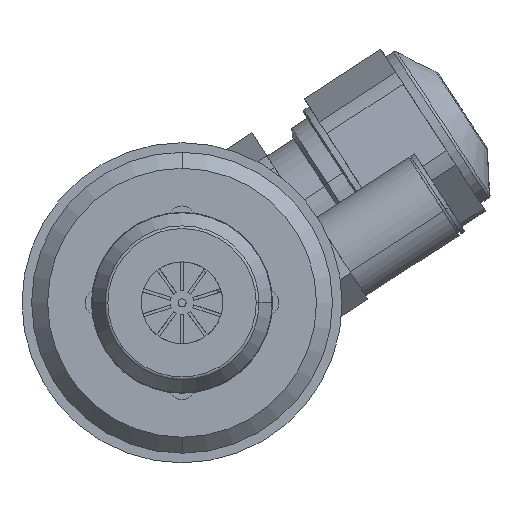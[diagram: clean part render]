
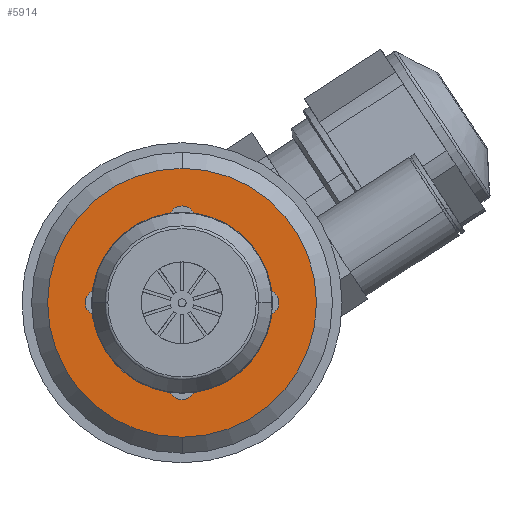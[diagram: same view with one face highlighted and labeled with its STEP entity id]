
A CAD part, left-side view. The second image highlights one B-rep face of the part: STEP entity #5914.
In plain terms, the highlighted planar face has unit normal (-1, 0, 0).
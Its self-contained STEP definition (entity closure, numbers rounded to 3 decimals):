
#260 = CARTESIAN_POINT ( 'NONE',  ( -66.1, 5.25, 0. ) ) ;
#266 = DIRECTION ( 'NONE',  ( -1., 0., 0. ) ) ;
#270 = AXIS2_PLACEMENT_3D ( 'NONE', #260, #266, #291 ) ;
#275 = CIRCLE ( 'NONE', #270, 0.8 ) ;
#291 = DIRECTION ( 'NONE',  ( 0., 0., 1. ) ) ;
#704 = CARTESIAN_POINT ( 'NONE',  ( -66.1, 5.25, 0.8 ) ) ;
#985 = CARTESIAN_POINT ( 'NONE',  ( -66.1, 0., 8.4 ) ) ;
#991 = CARTESIAN_POINT ( 'NONE',  ( -66.1, 0., -8.4 ) ) ;
#1002 = DIRECTION ( 'NONE',  ( -1., 0., 0. ) ) ;
#1009 = DIRECTION ( 'NONE',  ( 0., 0., 1. ) ) ;
#1026 = DIRECTION ( 'NONE',  ( -1., 0., 0. ) ) ;
#1035 = DIRECTION ( 'NONE',  ( 0., 0., -1. ) ) ;
#1042 = DIRECTION ( 'NONE',  ( 0., 0., -1. ) ) ;
#1047 = CARTESIAN_POINT ( 'NONE',  ( -66.1, 0., 0. ) ) ;
#1063 = DIRECTION ( 'NONE',  ( -1., 0., 0. ) ) ;
#1079 = AXIS2_PLACEMENT_3D ( 'NONE', #1047, #1063, #1035 ) ;
#1080 = CIRCLE ( 'NONE', #1079, 8.4 ) ;
#1107 = DIRECTION ( 'NONE',  ( 0., 0., 1. ) ) ;
#1114 = AXIS2_PLACEMENT_3D ( 'NONE', #1158, #1002, #1042 ) ;
#1136 = CIRCLE ( 'NONE', #1169, 0.8 ) ;
#1146 = CIRCLE ( 'NONE', #1114, 8.4 ) ;
#1158 = CARTESIAN_POINT ( 'NONE',  ( -66.1, 0., 0. ) ) ;
#1163 = CARTESIAN_POINT ( 'NONE',  ( -66.1, -5.25, 0. ) ) ;
#1168 = DIRECTION ( 'NONE',  ( -1., 0., 0. ) ) ;
#1169 = AXIS2_PLACEMENT_3D ( 'NONE', #1163, #1168, #1107 ) ;
#1219 = CIRCLE ( 'NONE', #1245, 0.8 ) ;
#1236 = CARTESIAN_POINT ( 'NONE',  ( -66.1, 0., 5.25 ) ) ;
#1245 = AXIS2_PLACEMENT_3D ( 'NONE', #1236, #1026, #1009 ) ;
#1252 = FACE_BOUND ( 'NONE', #5928, .T. ) ;
#1255 = FACE_BOUND ( 'NONE', #5988, .T. ) ;
#1256 = FACE_BOUND ( 'NONE', #5923, .T. ) ;
#1259 = FACE_BOUND ( 'NONE', #6055, .T. ) ;
#1263 = PLANE ( 'NONE',  #1290 ) ;
#1265 = DIRECTION ( 'NONE',  ( 0., 0., 1. ) ) ;
#1266 = DIRECTION ( 'NONE',  ( -1., 0., 0. ) ) ;
#1269 = CARTESIAN_POINT ( 'NONE',  ( -66.1, 9.4, 0. ) ) ;
#1274 = CIRCLE ( 'NONE', #1284, 3.4 ) ;
#1276 = DIRECTION ( 'NONE',  ( 1., 0., 0. ) ) ;
#1279 = FACE_OUTER_BOUND ( 'NONE', #5919, .T. ) ;
#1283 = CARTESIAN_POINT ( 'NONE',  ( -66.1, 0., 0. ) ) ;
#1284 = AXIS2_PLACEMENT_3D ( 'NONE', #1283, #1266, #1265 ) ;
#1286 = DIRECTION ( 'NONE',  ( 0., 0., -1. ) ) ;
#1289 = FACE_BOUND ( 'NONE', #5931, .T. ) ;
#1290 = AXIS2_PLACEMENT_3D ( 'NONE', #1269, #1276, #1286 ) ;
#1294 = CARTESIAN_POINT ( 'NONE',  ( -66.1, 0., 3.4 ) ) ;
#1353 = CARTESIAN_POINT ( 'NONE',  ( -66.1, 0., 4.45 ) ) ;
#1382 = DIRECTION ( 'NONE',  ( 0., 0., 1. ) ) ;
#1383 = DIRECTION ( 'NONE',  ( -1., 0., 0. ) ) ;
#1384 = AXIS2_PLACEMENT_3D ( 'NONE', #1421, #1383, #1382 ) ;
#1388 = CIRCLE ( 'NONE', #1424, 3.4 ) ;
#1390 = AXIS2_PLACEMENT_3D ( 'NONE', #1430, #1415, #1414 ) ;
#1393 = DIRECTION ( 'NONE',  ( 0., 0., 1. ) ) ;
#1394 = CIRCLE ( 'NONE', #1390, 0.8 ) ;
#1402 = CARTESIAN_POINT ( 'NONE',  ( -66.1, 0., -6.05 ) ) ;
#1404 = DIRECTION ( 'NONE',  ( -1., 0., 0. ) ) ;
#1405 = CARTESIAN_POINT ( 'NONE',  ( -66.1, 0., 5.25 ) ) ;
#1406 = AXIS2_PLACEMENT_3D ( 'NONE', #1405, #1404, #1393 ) ;
#1410 = CIRCLE ( 'NONE', #1406, 0.8 ) ;
#1412 = CIRCLE ( 'NONE', #1384, 0.8 ) ;
#1414 = DIRECTION ( 'NONE',  ( 0., 0., 1. ) ) ;
#1415 = DIRECTION ( 'NONE',  ( -1., 0., 0. ) ) ;
#1417 = CARTESIAN_POINT ( 'NONE',  ( -66.1, -5.25, 0.8 ) ) ;
#1419 = DIRECTION ( 'NONE',  ( -1., 0., 0. ) ) ;
#1421 = CARTESIAN_POINT ( 'NONE',  ( -66.1, -5.25, 0. ) ) ;
#1423 = DIRECTION ( 'NONE',  ( 0., 0., 1. ) ) ;
#1424 = AXIS2_PLACEMENT_3D ( 'NONE', #1436, #1419, #1423 ) ;
#1430 = CARTESIAN_POINT ( 'NONE',  ( -66.1, 5.25, 0. ) ) ;
#1436 = CARTESIAN_POINT ( 'NONE',  ( -66.1, 0., 0. ) ) ;
#1443 = CARTESIAN_POINT ( 'NONE',  ( -66.1, 0., -3.4 ) ) ;
#1467 = DIRECTION ( 'NONE',  ( 0., 0., 1. ) ) ;
#1468 = DIRECTION ( 'NONE',  ( -1., 0., 0. ) ) ;
#1469 = AXIS2_PLACEMENT_3D ( 'NONE', #1511, #1468, #1467 ) ;
#1485 = CARTESIAN_POINT ( 'NONE',  ( -66.1, 0., 6.05 ) ) ;
#1496 = CIRCLE ( 'NONE', #1469, 0.8 ) ;
#1507 = CARTESIAN_POINT ( 'NONE',  ( -66.1, 5.25, -0.8 ) ) ;
#1511 = CARTESIAN_POINT ( 'NONE',  ( -66.1, 0., -5.25 ) ) ;
#1525 = CARTESIAN_POINT ( 'NONE',  ( -66.1, -5.25, -0.8 ) ) ;
#1533 = CARTESIAN_POINT ( 'NONE',  ( -66.1, 0., -5.25 ) ) ;
#1540 = AXIS2_PLACEMENT_3D ( 'NONE', #1533, #1614, #1613 ) ;
#1606 = CIRCLE ( 'NONE', #1540, 0.8 ) ;
#1609 = CARTESIAN_POINT ( 'NONE',  ( -66.1, 0., -4.45 ) ) ;
#1613 = DIRECTION ( 'NONE',  ( 0., 0., 1. ) ) ;
#1614 = DIRECTION ( 'NONE',  ( -1., 0., 0. ) ) ;
#5364 = EDGE_CURVE ( 'NONE', #6050, #5614, #275, .T. ) ;
#5614 = VERTEX_POINT ( 'NONE', #704 ) ;
#5771 = VERTEX_POINT ( 'NONE', #985 ) ;
#5772 = VERTEX_POINT ( 'NONE', #991 ) ;
#5796 = EDGE_CURVE ( 'NONE', #5771, #5772, #1080, .T. ) ;
#5824 = EDGE_CURVE ( 'NONE', #6062, #5985, #1136, .T. ) ;
#5912 = EDGE_CURVE ( 'NONE', #6051, #5945, #1219, .T. ) ;
#5914 = ADVANCED_FACE ( 'NONE', ( #1255, #1252, #1259, #1289, #1256, #1279 ), #1263, .F. ) ;
#5916 = ORIENTED_EDGE ( 'NONE', *, *, #5927, .F. ) ;
#5917 = VERTEX_POINT ( 'NONE', #1294 ) ;
#5919 = EDGE_LOOP ( 'NONE', ( #6032, #6052 ) ) ;
#5923 = EDGE_LOOP ( 'NONE', ( #5939, #5916 ) ) ;
#5926 = ORIENTED_EDGE ( 'NONE', *, *, #5364, .F. ) ;
#5927 = EDGE_CURVE ( 'NONE', #6056, #5917, #1274, .T. ) ;
#5928 = EDGE_LOOP ( 'NONE', ( #5942, #5934 ) ) ;
#5931 = EDGE_LOOP ( 'NONE', ( #5992, #6054 ) ) ;
#5934 = ORIENTED_EDGE ( 'NONE', *, *, #5997, .F. ) ;
#5937 = ORIENTED_EDGE ( 'NONE', *, *, #6006, .F. ) ;
#5938 = ORIENTED_EDGE ( 'NONE', *, *, #5989, .F. ) ;
#5939 = ORIENTED_EDGE ( 'NONE', *, *, #5993, .F. ) ;
#5940 = EDGE_CURVE ( 'NONE', #5772, #5771, #1146, .T. ) ;
#5942 = ORIENTED_EDGE ( 'NONE', *, *, #5912, .F. ) ;
#5945 = VERTEX_POINT ( 'NONE', #1353 ) ;
#5985 = VERTEX_POINT ( 'NONE', #1417 ) ;
#5988 = EDGE_LOOP ( 'NONE', ( #5938, #5926 ) ) ;
#5989 = EDGE_CURVE ( 'NONE', #5614, #6050, #1394, .T. ) ;
#5990 = ORIENTED_EDGE ( 'NONE', *, *, #5824, .F. ) ;
#5992 = ORIENTED_EDGE ( 'NONE', *, *, #6067, .F. ) ;
#5993 = EDGE_CURVE ( 'NONE', #5917, #6056, #1388, .T. ) ;
#5994 = VERTEX_POINT ( 'NONE', #1402 ) ;
#5997 = EDGE_CURVE ( 'NONE', #5945, #6051, #1410, .T. ) ;
#6006 = EDGE_CURVE ( 'NONE', #5985, #6062, #1412, .T. ) ;
#6032 = ORIENTED_EDGE ( 'NONE', *, *, #5940, .T. ) ;
#6034 = EDGE_CURVE ( 'NONE', #5994, #6068, #1496, .T. ) ;
#6050 = VERTEX_POINT ( 'NONE', #1507 ) ;
#6051 = VERTEX_POINT ( 'NONE', #1485 ) ;
#6052 = ORIENTED_EDGE ( 'NONE', *, *, #5796, .T. ) ;
#6054 = ORIENTED_EDGE ( 'NONE', *, *, #6034, .F. ) ;
#6055 = EDGE_LOOP ( 'NONE', ( #5937, #5990 ) ) ;
#6056 = VERTEX_POINT ( 'NONE', #1443 ) ;
#6062 = VERTEX_POINT ( 'NONE', #1525 ) ;
#6067 = EDGE_CURVE ( 'NONE', #6068, #5994, #1606, .T. ) ;
#6068 = VERTEX_POINT ( 'NONE', #1609 ) ;
